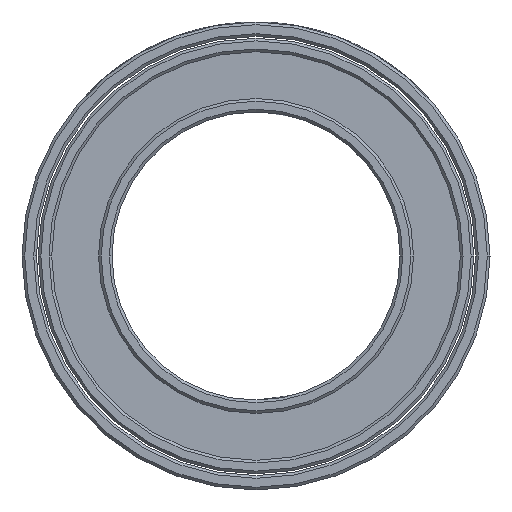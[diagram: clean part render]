
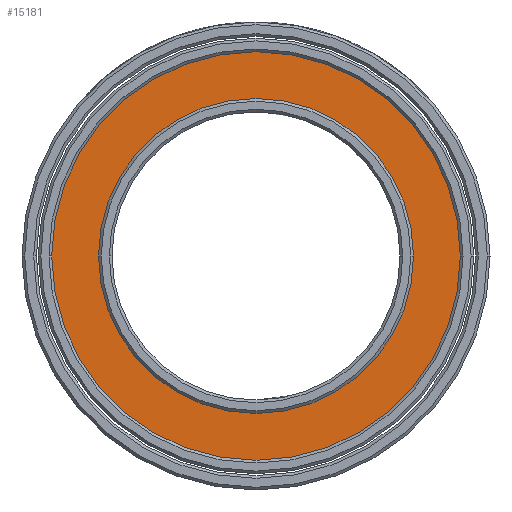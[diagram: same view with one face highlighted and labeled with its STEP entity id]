
A CAD part, front view. The second image highlights one B-rep face of the part: STEP entity #15181.
In plain terms, the highlighted planar face has unit normal (0, -1, 0).
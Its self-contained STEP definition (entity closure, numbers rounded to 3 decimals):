
#1316 = ORIENTED_EDGE ( 'NONE', *, *, #2610, .F. ) ;
#1571 = CIRCLE ( 'NONE', #7551, 8.75 ) ;
#2610 = EDGE_CURVE ( 'NONE', #20422, #23604, #1571, .T. ) ;
#3356 = AXIS2_PLACEMENT_3D ( 'NONE', #11758, #13798, #26865 ) ;
#4049 = CARTESIAN_POINT ( 'NONE',  ( 8.75, -17., 0. ) ) ;
#4575 = DIRECTION ( 'NONE',  ( 0., 0., -1. ) ) ;
#6396 = VERTEX_POINT ( 'NONE', #20644 ) ;
#6511 = ORIENTED_EDGE ( 'NONE', *, *, #15670, .F. ) ;
#6594 = DIRECTION ( 'NONE',  ( 0., -1., 0. ) ) ;
#7032 = CARTESIAN_POINT ( 'NONE',  ( 0., -17., 0. ) ) ;
#7265 = EDGE_CURVE ( 'NONE', #6396, #25329, #32294, .T. ) ;
#7551 = AXIS2_PLACEMENT_3D ( 'NONE', #14836, #28252, #25193 ) ;
#7962 = EDGE_LOOP ( 'NONE', ( #6511, #1316 ) ) ;
#9807 = CIRCLE ( 'NONE', #27127, 11.35 ) ;
#11758 = CARTESIAN_POINT ( 'NONE',  ( 0., -17., 0. ) ) ;
#13798 = DIRECTION ( 'NONE',  ( 0., -1., 0. ) ) ;
#13908 = CARTESIAN_POINT ( 'NONE',  ( 0., -17., 0. ) ) ;
#14008 = EDGE_CURVE ( 'NONE', #25329, #6396, #9807, .T. ) ;
#14836 = CARTESIAN_POINT ( 'NONE',  ( 0., -17., 0. ) ) ;
#15086 = EDGE_LOOP ( 'NONE', ( #27838, #23843 ) ) ;
#15181 = ADVANCED_FACE ( 'NONE', ( #24107, #32924 ), #16974, .T. ) ;
#15670 = EDGE_CURVE ( 'NONE', #23604, #20422, #22899, .T. ) ;
#16974 = PLANE ( 'NONE',  #20192 ) ;
#17404 = DIRECTION ( 'NONE',  ( 0., -1., 0. ) ) ;
#20051 = DIRECTION ( 'NONE',  ( 0., -1., 0. ) ) ;
#20192 = AXIS2_PLACEMENT_3D ( 'NONE', #4049, #20051, #4575 ) ;
#20386 = CARTESIAN_POINT ( 'NONE',  ( -8.75, -17., 0. ) ) ;
#20422 = VERTEX_POINT ( 'NONE', #20386 ) ;
#20644 = CARTESIAN_POINT ( 'NONE',  ( 11.35, -17., 0. ) ) ;
#22322 = CARTESIAN_POINT ( 'NONE',  ( 8.75, -17., 0. ) ) ;
#22899 = CIRCLE ( 'NONE', #3356, 8.75 ) ;
#23604 = VERTEX_POINT ( 'NONE', #22322 ) ;
#23843 = ORIENTED_EDGE ( 'NONE', *, *, #14008, .T. ) ;
#24107 = FACE_OUTER_BOUND ( 'NONE', #15086, .T. ) ;
#24255 = DIRECTION ( 'NONE',  ( 1., 0., 0. ) ) ;
#24702 = AXIS2_PLACEMENT_3D ( 'NONE', #13908, #6594, #24255 ) ;
#25193 = DIRECTION ( 'NONE',  ( 1., 0., 0. ) ) ;
#25199 = DIRECTION ( 'NONE',  ( 1., 0., 0. ) ) ;
#25329 = VERTEX_POINT ( 'NONE', #27343 ) ;
#26865 = DIRECTION ( 'NONE',  ( 1., 0., 0. ) ) ;
#27127 = AXIS2_PLACEMENT_3D ( 'NONE', #7032, #17404, #25199 ) ;
#27343 = CARTESIAN_POINT ( 'NONE',  ( -11.35, -17., 0. ) ) ;
#27838 = ORIENTED_EDGE ( 'NONE', *, *, #7265, .T. ) ;
#28252 = DIRECTION ( 'NONE',  ( 0., -1., 0. ) ) ;
#32294 = CIRCLE ( 'NONE', #24702, 11.35 ) ;
#32924 = FACE_BOUND ( 'NONE', #7962, .T. ) ;
